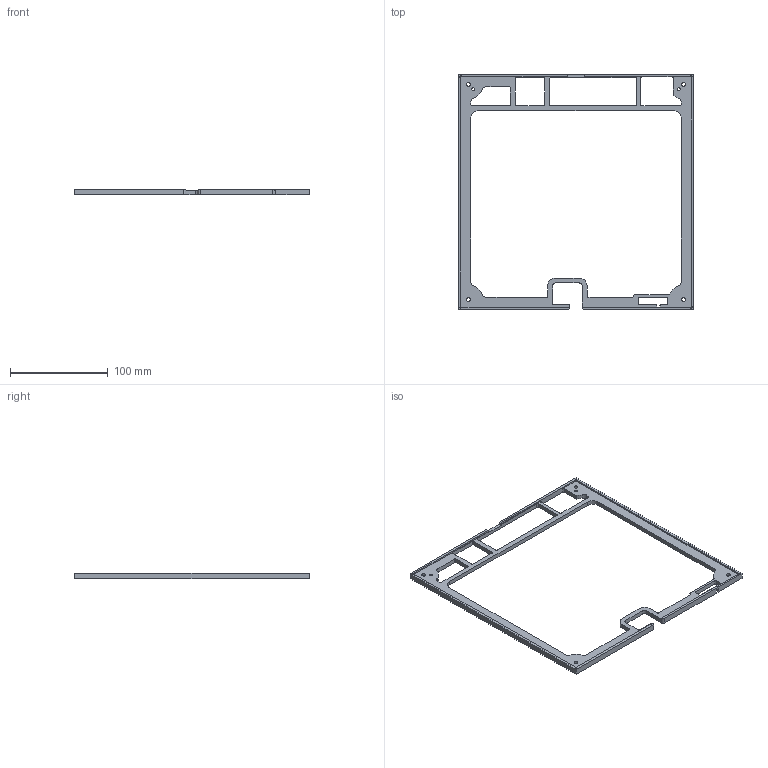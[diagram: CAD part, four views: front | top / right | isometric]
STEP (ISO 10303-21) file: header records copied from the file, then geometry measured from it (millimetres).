
FILE_DESCRIPTION(/* description */ ('','CAx-IF Rec.Pracs.---Representation and Presentation of Product Manufacturing Information (PMI)---4.0---2014-10-13'),/* implementation_level */ '2;1');
FILE_NAME(/* name */ 'BackPlate_v29.step',/* time_stamp */ '2025-02-07T11:55:34+01:00',/* author */ ('Fabian Schindler'),/* organization */ (''),/* preprocessor_version */ 'ST-DEVELOPER v20',/* originating_system */ 'Autodesk Translation Framework v13.20.0.188',/* authorisation */ '');
FILE_SCHEMA (('AP242_MANAGED_MODEL_BASED_3D_ENGINEERING_MIM_LF { 1 0 10303 442 1 1 4 }'));
Length unit declared in the file: millimetre
Products named in the file (1): Rückplatte S2 PCB
Bounding box: 240 x 240 x 6 mm (x, y, z)
Volume: 54063.2 mm3; surface area: 37429.7 mm2
Topology: 1 solids, 1 shells, 114 faces, 346 edges, 230 vertices
Faces by surface type: cylinder 57, plane 57
Full cylindrical faces by diameter (mm): 3 x2, 4 x4
Entity records: 3996 total; most frequent: ORIENTED_EDGE 692, CARTESIAN_POINT 691, DIRECTION 690, EDGE_CURVE 346, LINE 232, VECTOR 232, VERTEX_POINT 230, AXIS2_PLACEMENT_3D 229
